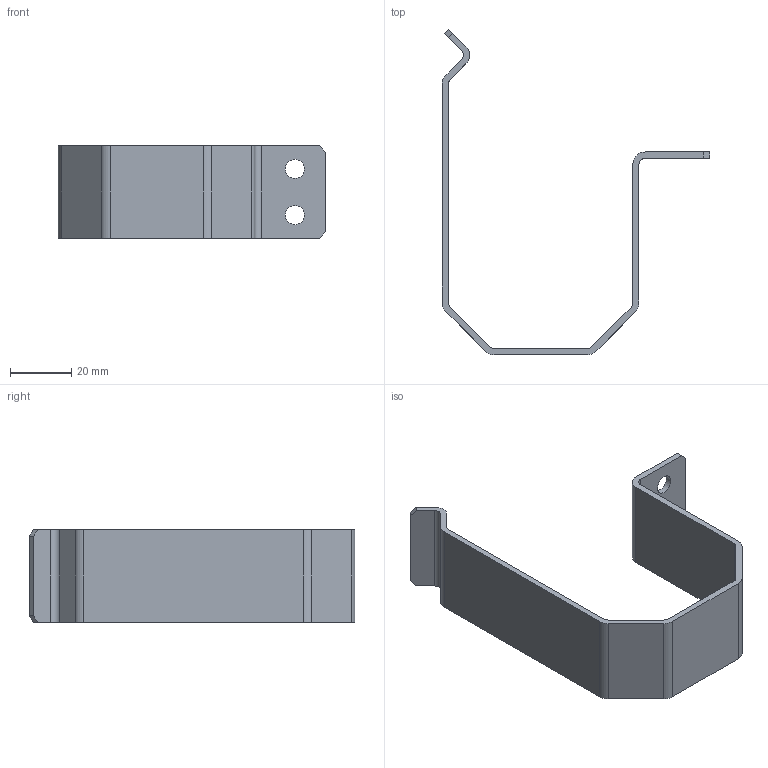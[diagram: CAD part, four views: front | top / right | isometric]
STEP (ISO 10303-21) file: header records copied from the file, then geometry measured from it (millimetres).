
FILE_DESCRIPTION((''),'2;1');
FILE_NAME('6286411931.stp','2015-09-25T11:00:10',('Ji��'),(''),'Autodesk Inventor 2012','Autodesk Inventor 2012','');
FILE_SCHEMA(('AUTOMOTIVE_DESIGN { 1 0 10303 214 1 1 1 1 }'));
Length unit declared in the file: millimetre
Products named in the file (1): 6286411931
Bounding box: 87 x 105.97 x 30 mm (x, y, z)
Volume: 14294.4 mm3; surface area: 15445 mm2
Topology: 1 solids, 1 shells, 40 faces, 114 edges, 76 vertices
Faces by surface type: plane 24, cylinder 16
Full cylindrical faces by diameter (mm): 6.2 x2
Entity records: 1334 total; most frequent: CARTESIAN_POINT 229, DIRECTION 226, ORIENTED_EDGE 224, EDGE_CURVE 112, VECTOR 80, LINE 80, VERTEX_POINT 76, AXIS2_PLACEMENT_3D 73
